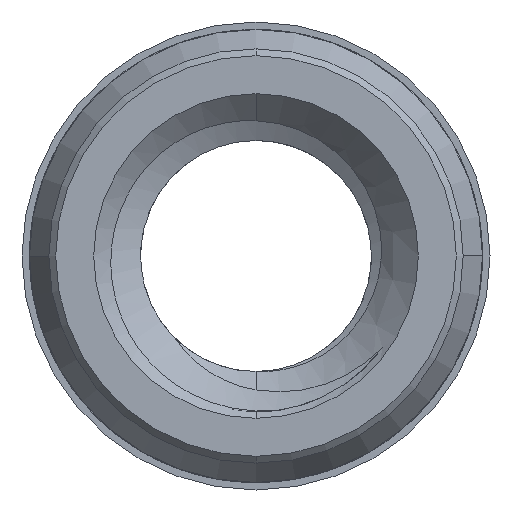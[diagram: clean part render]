
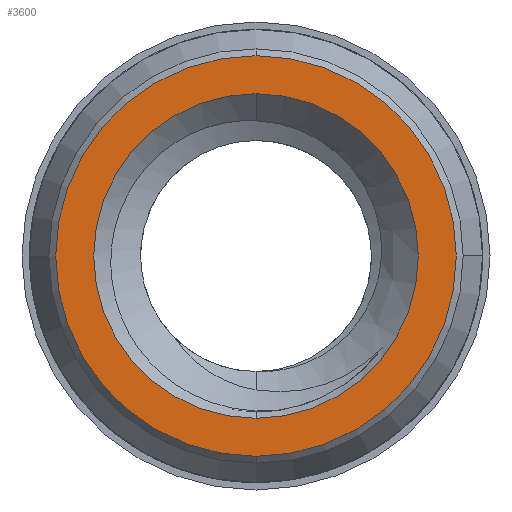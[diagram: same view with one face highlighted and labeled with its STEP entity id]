
A CAD part, front view. The second image highlights one B-rep face of the part: STEP entity #3600.
In plain terms, the highlighted planar face has unit normal (0, -1, 0).
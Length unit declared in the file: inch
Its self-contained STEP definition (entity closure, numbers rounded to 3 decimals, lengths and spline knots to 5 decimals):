
#35 = AXIS2_PLACEMENT_3D ( 'NONE', #7436, #1179, #8496 ) ;
#772 = AXIS2_PLACEMENT_3D ( 'NONE', #1194, #8513, #2247 ) ;
#983 = CARTESIAN_POINT ( 'NONE',  ( 0., -0.5, 0. ) ) ;
#1065 = DIRECTION ( 'NONE',  ( 0., 1., 0. ) ) ;
#1179 = DIRECTION ( 'NONE',  ( 0., 1., 0. ) ) ;
#1194 = CARTESIAN_POINT ( 'NONE',  ( 0., -0.5, 0. ) ) ;
#1246 = DIRECTION ( 'NONE',  ( 0., 0., 1. ) ) ;
#1501 = EDGE_CURVE ( 'NONE', #6228, #8321, #5029, .T. ) ;
#1605 = EDGE_CURVE ( 'NONE', #3415, #4701, #9603, .T. ) ;
#1772 = CARTESIAN_POINT ( 'NONE',  ( 0., -0.5, 0. ) ) ;
#1811 = ORIENTED_EDGE ( 'NONE', *, *, #7546, .T. ) ;
#1982 = EDGE_LOOP ( 'NONE', ( #9564, #4120 ) ) ;
#2031 = DIRECTION ( 'NONE',  ( 0., 0., 1. ) ) ;
#2247 = DIRECTION ( 'NONE',  ( 0., 0., 1. ) ) ;
#3415 = VERTEX_POINT ( 'NONE', #8695 ) ;
#3600 = ADVANCED_FACE ( 'NONE', ( #10974, #13293 ), #6909, .F. ) ;
#4120 = ORIENTED_EDGE ( 'NONE', *, *, #10145, .F. ) ;
#4701 = VERTEX_POINT ( 'NONE', #11298 ) ;
#5029 = CIRCLE ( 'NONE', #12140, 0.1605 ) ;
#5911 = DIRECTION ( 'NONE',  ( 0., 0., 1. ) ) ;
#6228 = VERTEX_POINT ( 'NONE', #6652 ) ;
#6652 = CARTESIAN_POINT ( 'NONE',  ( 0., -0.5, -0.1605 ) ) ;
#6909 = PLANE ( 'NONE',  #7484 ) ;
#7436 = CARTESIAN_POINT ( 'NONE',  ( 0., -0.5, 0. ) ) ;
#7484 = AXIS2_PLACEMENT_3D ( 'NONE', #10982, #12049, #5911 ) ;
#7546 = EDGE_CURVE ( 'NONE', #4701, #3415, #11577, .T. ) ;
#8292 = DIRECTION ( 'NONE',  ( 0., 1., 0. ) ) ;
#8321 = VERTEX_POINT ( 'NONE', #11676 ) ;
#8496 = DIRECTION ( 'NONE',  ( 0., 0., 1. ) ) ;
#8513 = DIRECTION ( 'NONE',  ( 0., 1., 0. ) ) ;
#8695 = CARTESIAN_POINT ( 'NONE',  ( 0., -0.5, 0.13002 ) ) ;
#9333 = EDGE_LOOP ( 'NONE', ( #1811, #9624 ) ) ;
#9412 = AXIS2_PLACEMENT_3D ( 'NONE', #983, #8292, #2031 ) ;
#9564 = ORIENTED_EDGE ( 'NONE', *, *, #1501, .F. ) ;
#9603 = CIRCLE ( 'NONE', #35, 0.13002 ) ;
#9624 = ORIENTED_EDGE ( 'NONE', *, *, #1605, .T. ) ;
#10145 = EDGE_CURVE ( 'NONE', #8321, #6228, #12640, .T. ) ;
#10974 = FACE_BOUND ( 'NONE', #9333, .T. ) ;
#10982 = CARTESIAN_POINT ( 'NONE',  ( 0., -0.5, 0. ) ) ;
#11298 = CARTESIAN_POINT ( 'NONE',  ( 0., -0.5, -0.13002 ) ) ;
#11577 = CIRCLE ( 'NONE', #772, 0.13002 ) ;
#11676 = CARTESIAN_POINT ( 'NONE',  ( 0., -0.5, 0.1605 ) ) ;
#12049 = DIRECTION ( 'NONE',  ( 0., 1., 0. ) ) ;
#12140 = AXIS2_PLACEMENT_3D ( 'NONE', #1772, #1065, #1246 ) ;
#12640 = CIRCLE ( 'NONE', #9412, 0.1605 ) ;
#13293 = FACE_OUTER_BOUND ( 'NONE', #1982, .T. ) ;
